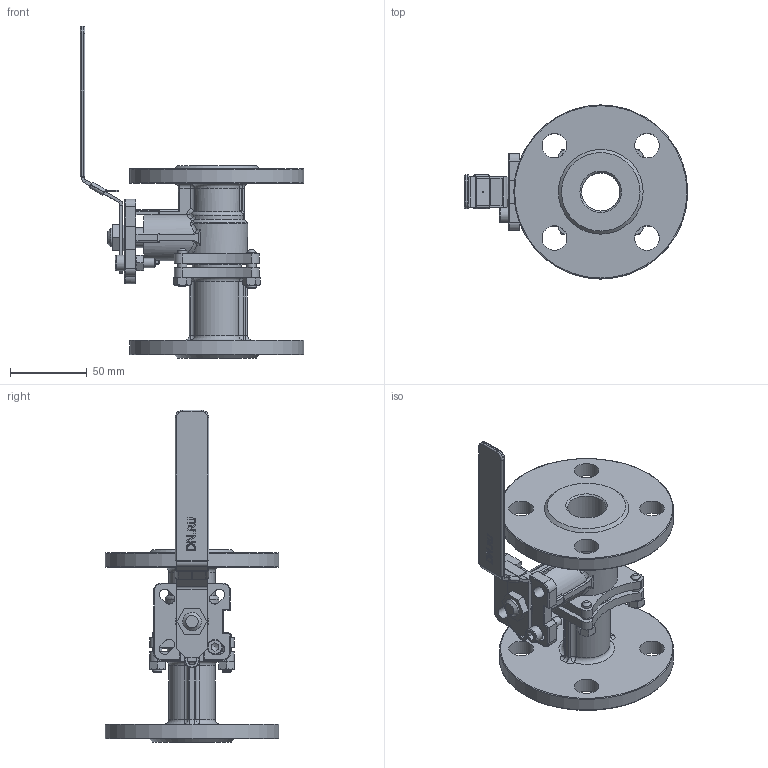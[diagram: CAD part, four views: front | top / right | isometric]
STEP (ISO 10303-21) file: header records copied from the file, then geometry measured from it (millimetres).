
FILE_DESCRIPTION(/* description */ (''),/* implementation_level */ '2;1');
FILE_NAME(/* name */ 'DN25_3D_STEP.stp',/* time_stamp */ '2023-12-14T14:33:20+03:00',/* author */ ('igorr'),/* organization */ (''),/* preprocessor_version */ 'ST-DEVELOPER v19.2',/* originating_system */ 'Autodesk Inventor 2023',/* authorisation */ '');
FILE_SCHEMA (('AUTOMOTIVE_DESIGN { 1 0 10303 214 3 1 1 }'));
Length unit declared in the file: millimetre
Products named in the file (12): Сборка; Деталь1; Деталь2; 4; Деталь3; Деталь5; Деталь6; Деталь7; AS 1421 - M6 x 25 засверленный 
конец; AS 1420 - 1973 - M6 x 20; AS 1112 - M6  Тип 5; BS 4183 - M10
Assembly tree (20 placements, depth 2):
  Сборка
    Деталь1
    Деталь2
    4  x2
    Деталь3
    Деталь5
    Деталь6
    Деталь7
    AS 1421 - M6 x 25 засверленный 
конец  x4
    AS 1420 - 1973 - M6 x 20
    AS 1112 - M6  Тип 5  x5
    BS 4183 - M10  x2
Bounding box: 145.18 x 113 x 215.69 mm (x, y, z)
Volume: 289699.5 mm3; surface area: 112170.3 mm2
Topology: 20 solids, 20 shells, 788 faces, 1871 edges, 1144 vertices
Faces by surface type: plane 371, cylinder 191, cone 98, bspline 72, torus 41, sphere 15
Full cylindrical faces by diameter (mm): 1 x1, 4.917 x5, 5 x9, 6 x6, 8 x1, 8.376 x2, 10 x1, 12 x1, 13 x1, 14 x1, 15 x1, 16 x9, 17.147 x1, 21.286 x1, 25 x5, 30 x4, 32 x2, 38 x2, 113 x2
Entity records: 20980 total; most frequent: CARTESIAN_POINT 5447, ORIENTED_EDGE 3026, DIRECTION 2963, EDGE_CURVE 1513, AXIS2_PLACEMENT_3D 1082, VERTEX_POINT 940, LINE 799, VECTOR 799
